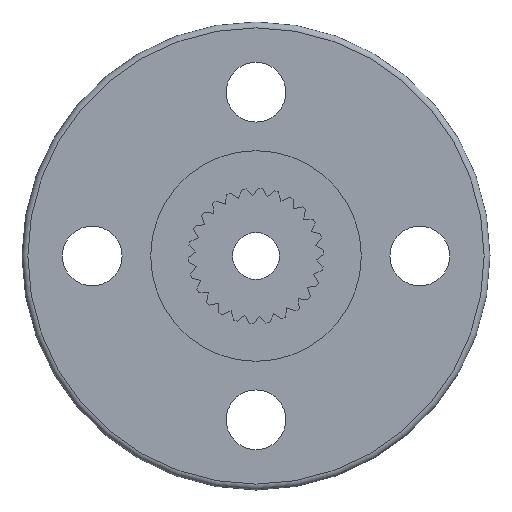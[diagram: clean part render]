
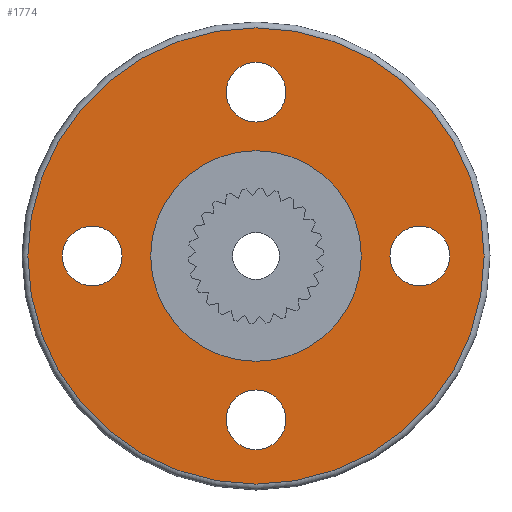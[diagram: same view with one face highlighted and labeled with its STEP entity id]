
A CAD part, front view. The second image highlights one B-rep face of the part: STEP entity #1774.
In plain terms, the highlighted planar face has unit normal (0, -1, 0).
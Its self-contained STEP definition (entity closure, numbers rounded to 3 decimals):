
#25=FACE_BOUND('',#212,.T.);
#26=FACE_BOUND('',#213,.T.);
#27=FACE_BOUND('',#214,.T.);
#28=FACE_BOUND('',#215,.T.);
#29=FACE_BOUND('',#216,.T.);
#33=PLANE('',#1946);
#116=FACE_OUTER_BOUND('',#211,.T.);
#211=EDGE_LOOP('',(#1300,#1301));
#212=EDGE_LOOP('',(#1302));
#213=EDGE_LOOP('',(#1303));
#214=EDGE_LOOP('',(#1304,#1305));
#215=EDGE_LOOP('',(#1306,#1307));
#216=EDGE_LOOP('',(#1308,#1309));
#720=CIRCLE('',#1947,9.75);
#721=CIRCLE('',#1948,9.75);
#722=CIRCLE('',#1949,1.275);
#723=CIRCLE('',#1950,1.275);
#724=CIRCLE('',#1951,1.275);
#725=CIRCLE('',#1952,1.275);
#726=CIRCLE('',#1953,1.275);
#727=CIRCLE('',#1954,1.275);
#728=CIRCLE('',#1955,4.5);
#729=CIRCLE('',#1956,4.5);
#847=VERTEX_POINT('',#2804);
#848=VERTEX_POINT('',#2805);
#849=VERTEX_POINT('',#2808);
#850=VERTEX_POINT('',#2810);
#851=VERTEX_POINT('',#2812);
#852=VERTEX_POINT('',#2813);
#853=VERTEX_POINT('',#2816);
#854=VERTEX_POINT('',#2817);
#855=VERTEX_POINT('',#2820);
#856=VERTEX_POINT('',#2821);
#1029=EDGE_CURVE('',#847,#848,#720,.F.);
#1030=EDGE_CURVE('',#848,#847,#721,.F.);
#1031=EDGE_CURVE('',#849,#849,#722,.T.);
#1032=EDGE_CURVE('',#850,#850,#723,.T.);
#1033=EDGE_CURVE('',#851,#852,#724,.T.);
#1034=EDGE_CURVE('',#852,#851,#725,.T.);
#1035=EDGE_CURVE('',#853,#854,#726,.T.);
#1036=EDGE_CURVE('',#854,#853,#727,.T.);
#1037=EDGE_CURVE('',#855,#856,#728,.T.);
#1038=EDGE_CURVE('',#856,#855,#729,.T.);
#1300=ORIENTED_EDGE('',*,*,#1029,.T.);
#1301=ORIENTED_EDGE('',*,*,#1030,.T.);
#1302=ORIENTED_EDGE('',*,*,#1031,.T.);
#1303=ORIENTED_EDGE('',*,*,#1032,.T.);
#1304=ORIENTED_EDGE('',*,*,#1033,.T.);
#1305=ORIENTED_EDGE('',*,*,#1034,.T.);
#1306=ORIENTED_EDGE('',*,*,#1035,.T.);
#1307=ORIENTED_EDGE('',*,*,#1036,.T.);
#1308=ORIENTED_EDGE('',*,*,#1037,.T.);
#1309=ORIENTED_EDGE('',*,*,#1038,.T.);
#1774=ADVANCED_FACE('',(#116,#25,#26,#27,#28,#29),#33,.F.);
#1946=AXIS2_PLACEMENT_3D('',#2803,#2257,#2258);
#1947=AXIS2_PLACEMENT_3D('',#2806,#2259,#2260);
#1948=AXIS2_PLACEMENT_3D('',#2807,#2261,#2262);
#1949=AXIS2_PLACEMENT_3D('',#2809,#2263,#2264);
#1950=AXIS2_PLACEMENT_3D('',#2811,#2265,#2266);
#1951=AXIS2_PLACEMENT_3D('',#2814,#2267,#2268);
#1952=AXIS2_PLACEMENT_3D('',#2815,#2269,#2270);
#1953=AXIS2_PLACEMENT_3D('',#2818,#2271,#2272);
#1954=AXIS2_PLACEMENT_3D('',#2819,#2273,#2274);
#1955=AXIS2_PLACEMENT_3D('',#2822,#2275,#2276);
#1956=AXIS2_PLACEMENT_3D('',#2823,#2277,#2278);
#2257=DIRECTION('center_axis',(0.,1.,0.));
#2258=DIRECTION('ref_axis',(0.,0.,1.));
#2259=DIRECTION('center_axis',(0.,1.,0.));
#2260=DIRECTION('ref_axis',(0.,0.,1.));
#2261=DIRECTION('center_axis',(0.,1.,0.));
#2262=DIRECTION('ref_axis',(0.,0.,1.));
#2263=DIRECTION('center_axis',(0.,1.,0.));
#2264=DIRECTION('ref_axis',(0.,0.,1.));
#2265=DIRECTION('center_axis',(0.,1.,0.));
#2266=DIRECTION('ref_axis',(0.,0.,1.));
#2267=DIRECTION('center_axis',(0.,1.,0.));
#2268=DIRECTION('ref_axis',(0.,0.,-1.));
#2269=DIRECTION('center_axis',(0.,1.,0.));
#2270=DIRECTION('ref_axis',(0.,0.,-1.));
#2271=DIRECTION('center_axis',(0.,1.,0.));
#2272=DIRECTION('ref_axis',(0.,0.,-1.));
#2273=DIRECTION('center_axis',(0.,1.,0.));
#2274=DIRECTION('ref_axis',(0.,0.,-1.));
#2275=DIRECTION('center_axis',(0.,1.,0.));
#2276=DIRECTION('ref_axis',(0.,0.,1.));
#2277=DIRECTION('center_axis',(0.,1.,0.));
#2278=DIRECTION('ref_axis',(0.,0.,1.));
#2803=CARTESIAN_POINT('Origin',(0.,0.,0.));
#2804=CARTESIAN_POINT('',(0.,0.,9.75));
#2805=CARTESIAN_POINT('',(0.,0.,-9.75));
#2806=CARTESIAN_POINT('Origin',(0.,0.,0.));
#2807=CARTESIAN_POINT('Origin',(0.,0.,0.));
#2808=CARTESIAN_POINT('',(0.,0.,-5.725));
#2809=CARTESIAN_POINT('Origin',(0.,0.,-7.));
#2810=CARTESIAN_POINT('',(-7.,0.,1.275));
#2811=CARTESIAN_POINT('Origin',(-7.,0.,0.));
#2812=CARTESIAN_POINT('',(0.,0.,5.725));
#2813=CARTESIAN_POINT('',(0.,0.,8.275));
#2814=CARTESIAN_POINT('Origin',(0.,0.,7.));
#2815=CARTESIAN_POINT('Origin',(0.,0.,7.));
#2816=CARTESIAN_POINT('',(7.,0.,-1.275));
#2817=CARTESIAN_POINT('',(7.,0.,1.275));
#2818=CARTESIAN_POINT('Origin',(7.,0.,0.));
#2819=CARTESIAN_POINT('Origin',(7.,0.,0.));
#2820=CARTESIAN_POINT('',(0.,0.,4.5));
#2821=CARTESIAN_POINT('',(0.,0.,-4.5));
#2822=CARTESIAN_POINT('Origin',(0.,0.,0.));
#2823=CARTESIAN_POINT('Origin',(0.,0.,0.));
